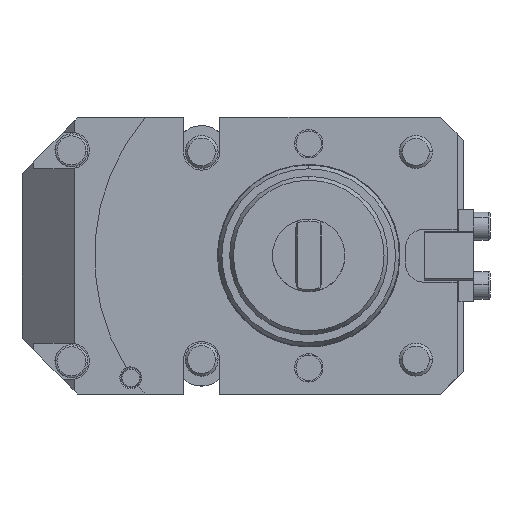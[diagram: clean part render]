
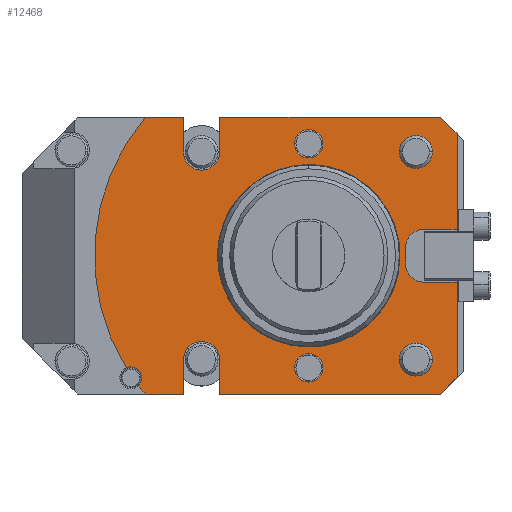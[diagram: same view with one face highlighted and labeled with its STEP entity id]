
A CAD part, top view. The second image highlights one B-rep face of the part: STEP entity #12468.
In plain terms, the highlighted planar face has unit normal (0, 0, 1).
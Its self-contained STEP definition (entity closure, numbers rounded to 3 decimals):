
#367=CARTESIAN_POINT('',(-27.,31.5,0.));
#368=VERTEX_POINT('',#367);
#375=CARTESIAN_POINT('',(-27.,42.,0.));
#376=VERTEX_POINT('',#375);
#377=CARTESIAN_POINT('',(-27.,42.,0.));
#378=DIRECTION('',(0.,-1.,0.));
#379=VECTOR('',#378,10.5);
#380=LINE('',#377,#379);
#381=EDGE_CURVE('',#376,#368,#380,.T.);
#399=CARTESIAN_POINT('',(40.,42.,-0.));
#400=VERTEX_POINT('',#399);
#446=CARTESIAN_POINT('',(-27.,42.,0.));
#447=DIRECTION('',(1.,0.,-0.));
#448=VECTOR('',#447,67.);
#449=LINE('',#446,#448);
#450=EDGE_CURVE('',#376,#400,#449,.T.);
#493=CARTESIAN_POINT('',(45.,37.,-0.));
#494=VERTEX_POINT('',#493);
#495=CARTESIAN_POINT('',(40.,42.,-0.));
#496=DIRECTION('',(0.707,-0.707,-0.));
#497=VECTOR('',#496,7.071);
#498=LINE('',#495,#497);
#499=EDGE_CURVE('',#400,#494,#498,.T.);
#1191=CARTESIAN_POINT('',(27.5,-31.5,-0.));
#1192=VERTEX_POINT('',#1191);
#1199=CARTESIAN_POINT('',(37.5,-31.5,-0.));
#1200=VERTEX_POINT('',#1199);
#1201=CARTESIAN_POINT('',(32.5,-31.5,-0.));
#1202=DIRECTION('',(0.,0.,1.));
#1203=DIRECTION('',(-1.,-0.,0.));
#1204=AXIS2_PLACEMENT_3D('',#1201,#1202,#1203);
#1205=CIRCLE('',#1204,5.);
#1206=EDGE_CURVE('',#1192,#1200,#1205,.T.);
#1281=CARTESIAN_POINT('',(27.5,31.5,0.));
#1282=VERTEX_POINT('',#1281);
#1289=CARTESIAN_POINT('',(37.5,31.5,0.));
#1290=VERTEX_POINT('',#1289);
#1291=CARTESIAN_POINT('',(32.5,31.5,0.));
#1292=DIRECTION('',(0.,0.,1.));
#1293=DIRECTION('',(-1.,-0.,0.));
#1294=AXIS2_PLACEMENT_3D('',#1291,#1292,#1293);
#1295=CIRCLE('',#1294,5.);
#1296=EDGE_CURVE('',#1282,#1290,#1295,.T.);
#3273=CARTESIAN_POINT('',(-0.,29.681,0.));
#3274=VERTEX_POINT('',#3273);
#3282=CARTESIAN_POINT('',(-0.,38.319,0.));
#3283=VERTEX_POINT('',#3282);
#3284=CARTESIAN_POINT('',(-0.,34.,0.));
#3285=DIRECTION('',(0.,-0.,1.));
#3286=DIRECTION('',(1.,-0.,-0.));
#3287=AXIS2_PLACEMENT_3D('',#3284,#3285,#3286);
#3288=CIRCLE('',#3287,4.319);
#3289=EDGE_CURVE('',#3274,#3283,#3288,.T.);
#3307=CARTESIAN_POINT('',(0.,-38.319,-0.));
#3308=VERTEX_POINT('',#3307);
#3316=CARTESIAN_POINT('',(0.,-29.681,-0.));
#3317=VERTEX_POINT('',#3316);
#3318=CARTESIAN_POINT('',(0.,-34.,-0.));
#3319=DIRECTION('',(0.,-0.,1.));
#3320=DIRECTION('',(1.,0.,-0.));
#3321=AXIS2_PLACEMENT_3D('',#3318,#3319,#3320);
#3322=CIRCLE('',#3321,4.319);
#3323=EDGE_CURVE('',#3308,#3317,#3322,.T.);
#5301=CARTESIAN_POINT('',(-38.,-42.,0.));
#5302=VERTEX_POINT('',#5301);
#5309=CARTESIAN_POINT('',(-49.608,-42.,0.));
#5310=VERTEX_POINT('',#5309);
#5311=CARTESIAN_POINT('',(-38.,-42.,0.));
#5312=DIRECTION('',(-1.,0.,0.));
#5313=VECTOR('',#5312,11.608);
#5314=LINE('',#5311,#5313);
#5315=EDGE_CURVE('',#5302,#5310,#5314,.T.);
#5507=CARTESIAN_POINT('',(29.4,2.5,-0.));
#5508=VERTEX_POINT('',#5507);
#5509=CARTESIAN_POINT('',(34.9,8.,-0.));
#5510=VERTEX_POINT('',#5509);
#5511=CARTESIAN_POINT('',(34.9,2.5,-0.));
#5512=DIRECTION('',(-0.,-0.,-1.));
#5513=DIRECTION('',(-0.,1.,-0.));
#5514=AXIS2_PLACEMENT_3D('',#5511,#5512,#5513);
#5515=CIRCLE('',#5514,5.5);
#5516=EDGE_CURVE('',#5508,#5510,#5515,.T.);
#5539=CARTESIAN_POINT('',(29.4,-2.5,-0.));
#5540=VERTEX_POINT('',#5539);
#5541=CARTESIAN_POINT('',(29.4,-2.5,-0.));
#5542=DIRECTION('',(0.,1.,-0.));
#5543=VECTOR('',#5542,5.);
#5544=LINE('',#5541,#5543);
#5545=EDGE_CURVE('',#5540,#5508,#5544,.T.);
#5563=CARTESIAN_POINT('',(34.9,-8.,-0.));
#5564=VERTEX_POINT('',#5563);
#5565=CARTESIAN_POINT('',(34.9,-2.5,-0.));
#5566=DIRECTION('',(-0.,-0.,-1.));
#5567=DIRECTION('',(-1.,-0.,0.));
#5568=AXIS2_PLACEMENT_3D('',#5565,#5566,#5567);
#5569=CIRCLE('',#5568,5.5);
#5570=EDGE_CURVE('',#5564,#5540,#5569,.T.);
#5620=CARTESIAN_POINT('',(45.,-8.,-0.));
#5621=VERTEX_POINT('',#5620);
#5628=CARTESIAN_POINT('',(45.,-37.,-0.));
#5629=VERTEX_POINT('',#5628);
#5630=CARTESIAN_POINT('',(45.,-37.,-0.));
#5631=DIRECTION('',(-0.,1.,-0.));
#5632=VECTOR('',#5631,29.);
#5633=LINE('',#5630,#5632);
#5634=EDGE_CURVE('',#5629,#5621,#5633,.T.);
#5644=CARTESIAN_POINT('',(45.,8.,-0.));
#5645=VERTEX_POINT('',#5644);
#5646=CARTESIAN_POINT('',(45.,8.,-0.));
#5647=DIRECTION('',(-0.,1.,-0.));
#5648=VECTOR('',#5647,29.);
#5649=LINE('',#5646,#5648);
#5650=EDGE_CURVE('',#5645,#494,#5649,.T.);
#5667=CARTESIAN_POINT('',(-27.,-42.,0.));
#5668=VERTEX_POINT('',#5667);
#5717=CARTESIAN_POINT('',(40.,-42.,-0.));
#5718=VERTEX_POINT('',#5717);
#5725=CARTESIAN_POINT('',(40.,-42.,-0.));
#5726=DIRECTION('',(-1.,-0.,0.));
#5727=VECTOR('',#5726,67.);
#5728=LINE('',#5725,#5727);
#5729=EDGE_CURVE('',#5718,#5668,#5728,.T.);
#5834=CARTESIAN_POINT('',(-38.,31.5,0.));
#5835=VERTEX_POINT('',#5834);
#5844=CARTESIAN_POINT('',(-38.,42.,0.));
#5845=VERTEX_POINT('',#5844);
#5852=CARTESIAN_POINT('',(-38.,31.5,0.));
#5853=DIRECTION('',(0.,1.,-0.));
#5854=VECTOR('',#5853,10.5);
#5855=LINE('',#5852,#5854);
#5856=EDGE_CURVE('',#5835,#5845,#5855,.T.);
#5869=CARTESIAN_POINT('',(-32.5,31.5,0.));
#5870=DIRECTION('',(-0.,-0.,-1.));
#5871=DIRECTION('',(-1.,-0.,0.));
#5872=AXIS2_PLACEMENT_3D('',#5869,#5870,#5871);
#5873=CIRCLE('',#5872,5.5);
#5874=EDGE_CURVE('',#368,#5835,#5873,.T.);
#5884=CARTESIAN_POINT('',(-38.,-31.5,0.));
#5885=VERTEX_POINT('',#5884);
#5893=CARTESIAN_POINT('',(-27.,-31.5,0.));
#5894=VERTEX_POINT('',#5893);
#5901=CARTESIAN_POINT('',(-32.5,-31.5,0.));
#5902=DIRECTION('',(-0.,-0.,-1.));
#5903=DIRECTION('',(1.,0.,-0.));
#5904=AXIS2_PLACEMENT_3D('',#5901,#5902,#5903);
#5905=CIRCLE('',#5904,5.5);
#5906=EDGE_CURVE('',#5885,#5894,#5905,.T.);
#5925=CARTESIAN_POINT('',(-38.,-42.,0.));
#5926=DIRECTION('',(0.,1.,-0.));
#5927=VECTOR('',#5926,10.5);
#5928=LINE('',#5925,#5927);
#5929=EDGE_CURVE('',#5302,#5885,#5928,.T.);
#6015=CARTESIAN_POINT('',(-49.608,42.,0.));
#6016=VERTEX_POINT('',#6015);
#6023=CARTESIAN_POINT('',(-49.608,42.,0.));
#6024=DIRECTION('',(1.,0.,-0.));
#6025=VECTOR('',#6024,11.608);
#6026=LINE('',#6023,#6025);
#6027=EDGE_CURVE('',#6016,#5845,#6026,.T.);
#6697=CARTESIAN_POINT('',(-51.713,-39.379,0.));
#6698=VERTEX_POINT('',#6697);
#6707=CARTESIAN_POINT('',(0.,0.,0.));
#6708=DIRECTION('',(0.,0.,1.));
#6709=DIRECTION('',(-0.,1.,-0.));
#6710=AXIS2_PLACEMENT_3D('',#6707,#6708,#6709);
#6711=CIRCLE('',#6710,65.);
#6712=EDGE_CURVE('',#6698,#5310,#6711,.T.);
#6724=CARTESIAN_POINT('',(-55.393,-34.009,0.));
#6725=VERTEX_POINT('',#6724);
#6732=CARTESIAN_POINT('',(0.,0.,0.));
#6733=DIRECTION('',(0.,0.,1.));
#6734=DIRECTION('',(-0.,1.,-0.));
#6735=AXIS2_PLACEMENT_3D('',#6732,#6733,#6734);
#6736=CIRCLE('',#6735,65.);
#6737=EDGE_CURVE('',#6016,#6725,#6736,.T.);
#6757=CARTESIAN_POINT('',(-54.,-33.7,0.));
#6758=VERTEX_POINT('',#6757);
#6759=CARTESIAN_POINT('',(-54.,-37.,0.));
#6760=DIRECTION('',(-0.,-0.,-1.));
#6761=DIRECTION('',(0.,-1.,0.));
#6762=AXIS2_PLACEMENT_3D('',#6759,#6760,#6761);
#6763=CIRCLE('',#6762,3.3);
#6764=EDGE_CURVE('',#6758,#6698,#6763,.T.);
#6893=CARTESIAN_POINT('',(0.,-27.5,0.));
#6894=VERTEX_POINT('',#6893);
#6901=CARTESIAN_POINT('',(-0.,27.5,-0.));
#6902=VERTEX_POINT('',#6901);
#6903=CARTESIAN_POINT('',(0.,0.,-0.));
#6904=DIRECTION('',(0.,0.,1.));
#6905=DIRECTION('',(0.,-1.,0.));
#6906=AXIS2_PLACEMENT_3D('',#6903,#6904,#6905);
#6907=CIRCLE('',#6906,27.5);
#6908=EDGE_CURVE('',#6894,#6902,#6907,.T.);
#12170=CARTESIAN_POINT('',(34.9,8.,-0.));
#12171=DIRECTION('',(1.,0.,-0.));
#12172=VECTOR('',#12171,10.1);
#12173=LINE('',#12170,#12172);
#12174=EDGE_CURVE('',#5510,#5645,#12173,.T.);
#12187=CARTESIAN_POINT('',(45.,-8.,-0.));
#12188=DIRECTION('',(-1.,-0.,0.));
#12189=VECTOR('',#12188,10.1);
#12190=LINE('',#12187,#12189);
#12191=EDGE_CURVE('',#5621,#5564,#12190,.T.);
#12372=CARTESIAN_POINT('',(-20.,-0.,0.));
#12373=DIRECTION('',(0.,0.,1.));
#12374=DIRECTION('',(-1.,-0.,0.));
#12375=AXIS2_PLACEMENT_3D('',#12372,#12373,#12374);
#12376=PLANE('',#12375);
#12377=CARTESIAN_POINT('',(45.,-37.,-0.));
#12378=DIRECTION('',(-0.707,-0.707,0.));
#12379=VECTOR('',#12378,7.071);
#12380=LINE('',#12377,#12379);
#12381=EDGE_CURVE('',#5629,#5718,#12380,.T.);
#12382=ORIENTED_EDGE('',*,*,#12381,.F.);
#12383=ORIENTED_EDGE('',*,*,#5634,.T.);
#12384=ORIENTED_EDGE('',*,*,#12191,.T.);
#12385=ORIENTED_EDGE('',*,*,#5570,.T.);
#12386=ORIENTED_EDGE('',*,*,#5545,.T.);
#12387=ORIENTED_EDGE('',*,*,#5516,.T.);
#12388=ORIENTED_EDGE('',*,*,#12174,.T.);
#12389=ORIENTED_EDGE('',*,*,#5650,.T.);
#12390=ORIENTED_EDGE('',*,*,#499,.F.);
#12391=ORIENTED_EDGE('',*,*,#450,.F.);
#12392=ORIENTED_EDGE('',*,*,#381,.T.);
#12393=ORIENTED_EDGE('',*,*,#5874,.T.);
#12394=ORIENTED_EDGE('',*,*,#5856,.T.);
#12395=ORIENTED_EDGE('',*,*,#6027,.F.);
#12396=ORIENTED_EDGE('',*,*,#6737,.T.);
#12397=CARTESIAN_POINT('',(-54.,-37.,0.));
#12398=DIRECTION('',(-0.,-0.,-1.));
#12399=DIRECTION('',(0.,-1.,0.));
#12400=AXIS2_PLACEMENT_3D('',#12397,#12398,#12399);
#12401=CIRCLE('',#12400,3.3);
#12402=EDGE_CURVE('',#6725,#6758,#12401,.T.);
#12403=ORIENTED_EDGE('',*,*,#12402,.T.);
#12404=ORIENTED_EDGE('',*,*,#6764,.T.);
#12405=ORIENTED_EDGE('',*,*,#6712,.T.);
#12406=ORIENTED_EDGE('',*,*,#5315,.F.);
#12407=ORIENTED_EDGE('',*,*,#5929,.T.);
#12408=ORIENTED_EDGE('',*,*,#5906,.T.);
#12409=CARTESIAN_POINT('',(-27.,-31.5,0.));
#12410=DIRECTION('',(0.,-1.,0.));
#12411=VECTOR('',#12410,10.5);
#12412=LINE('',#12409,#12411);
#12413=EDGE_CURVE('',#5894,#5668,#12412,.T.);
#12414=ORIENTED_EDGE('',*,*,#12413,.T.);
#12415=ORIENTED_EDGE('',*,*,#5729,.F.);
#12416=EDGE_LOOP('',(#12382,#12383,#12384,#12385,#12386,#12387,#12388,#12389,#12390,#12391,#12392,#12393,#12394,#12395,#12396,#12403,#12404,#12405,#12406,#12407,#12408,#12414,#12415));
#12417=FACE_BOUND('',#12416,.T.);
#12418=ORIENTED_EDGE('',*,*,#6908,.F.);
#12419=CARTESIAN_POINT('',(0.,0.,-0.));
#12420=DIRECTION('',(0.,0.,1.));
#12421=DIRECTION('',(0.,-1.,0.));
#12422=AXIS2_PLACEMENT_3D('',#12419,#12420,#12421);
#12423=CIRCLE('',#12422,27.5);
#12424=EDGE_CURVE('',#6902,#6894,#12423,.T.);
#12425=ORIENTED_EDGE('',*,*,#12424,.F.);
#12426=EDGE_LOOP('',(#12418,#12425));
#12427=FACE_BOUND('',#12426,.T.);
#12428=ORIENTED_EDGE('',*,*,#1206,.F.);
#12429=CARTESIAN_POINT('',(32.5,-31.5,-0.));
#12430=DIRECTION('',(0.,0.,1.));
#12431=DIRECTION('',(-1.,-0.,0.));
#12432=AXIS2_PLACEMENT_3D('',#12429,#12430,#12431);
#12433=CIRCLE('',#12432,5.);
#12434=EDGE_CURVE('',#1200,#1192,#12433,.T.);
#12435=ORIENTED_EDGE('',*,*,#12434,.F.);
#12436=EDGE_LOOP('',(#12428,#12435));
#12437=FACE_BOUND('',#12436,.T.);
#12438=ORIENTED_EDGE('',*,*,#1296,.F.);
#12439=CARTESIAN_POINT('',(32.5,31.5,0.));
#12440=DIRECTION('',(0.,0.,1.));
#12441=DIRECTION('',(-1.,-0.,0.));
#12442=AXIS2_PLACEMENT_3D('',#12439,#12440,#12441);
#12443=CIRCLE('',#12442,5.);
#12444=EDGE_CURVE('',#1290,#1282,#12443,.T.);
#12445=ORIENTED_EDGE('',*,*,#12444,.F.);
#12446=EDGE_LOOP('',(#12438,#12445));
#12447=FACE_BOUND('',#12446,.T.);
#12448=ORIENTED_EDGE('',*,*,#3289,.F.);
#12449=CARTESIAN_POINT('',(-0.,34.,0.));
#12450=DIRECTION('',(0.,-0.,1.));
#12451=DIRECTION('',(1.,-0.,-0.));
#12452=AXIS2_PLACEMENT_3D('',#12449,#12450,#12451);
#12453=CIRCLE('',#12452,4.319);
#12454=EDGE_CURVE('',#3283,#3274,#12453,.T.);
#12455=ORIENTED_EDGE('',*,*,#12454,.F.);
#12456=EDGE_LOOP('',(#12448,#12455));
#12457=FACE_BOUND('',#12456,.T.);
#12458=ORIENTED_EDGE('',*,*,#3323,.F.);
#12459=CARTESIAN_POINT('',(0.,-34.,-0.));
#12460=DIRECTION('',(0.,-0.,1.));
#12461=DIRECTION('',(1.,0.,-0.));
#12462=AXIS2_PLACEMENT_3D('',#12459,#12460,#12461);
#12463=CIRCLE('',#12462,4.319);
#12464=EDGE_CURVE('',#3317,#3308,#12463,.T.);
#12465=ORIENTED_EDGE('',*,*,#12464,.F.);
#12466=EDGE_LOOP('',(#12458,#12465));
#12467=FACE_BOUND('',#12466,.T.);
#12468=ADVANCED_FACE('',(#12417,#12427,#12437,#12447,#12457,#12467),#12376,.T.);
